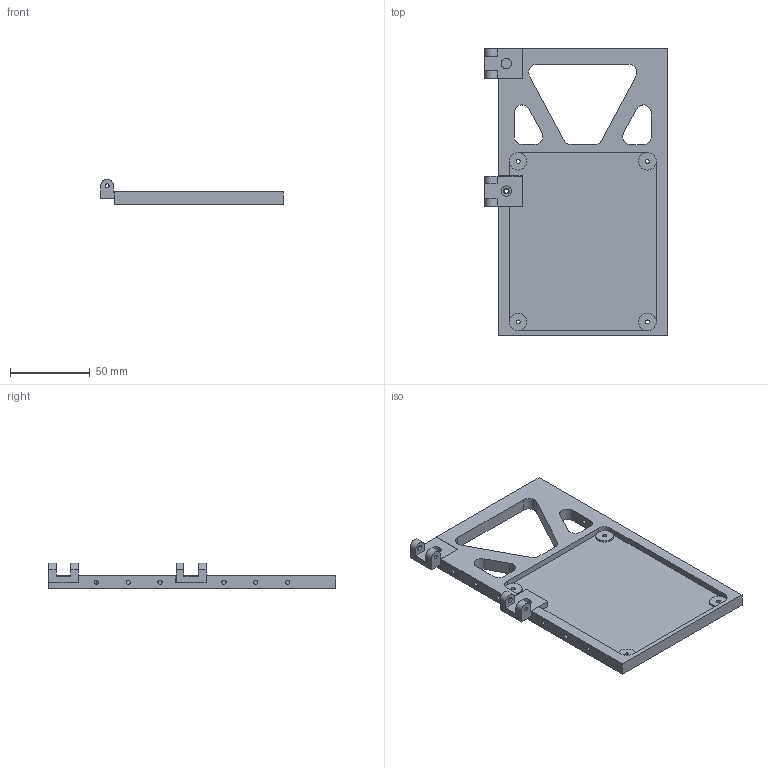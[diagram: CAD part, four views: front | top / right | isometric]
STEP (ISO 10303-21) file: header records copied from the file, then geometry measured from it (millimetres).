
FILE_DESCRIPTION (( 'STEP AP203' ), '1' );
FILE_NAME ('lower cross brace.STEP', '2018-01-09T05:08:32', ( '' ), ( '' ), 'SwSTEP 2.0', 'SolidWorks 2017', '' );
FILE_SCHEMA (( 'CONFIG_CONTROL_DESIGN' ));
Length unit declared in the file: millimetre
Products named in the file (1): lower cross brace
Bounding box: 114.5 x 180 x 15.8 mm (x, y, z)
Volume: 89281.9 mm3; surface area: 45539.1 mm2
Topology: 3 solids, 3 shells, 165 faces, 418 edges, 271 vertices
Faces by surface type: cylinder 91, plane 68, cone 6
Entity records: 5157 total; most frequent: DIRECTION 916, CARTESIAN_POINT 904, ORIENTED_EDGE 824, EDGE_CURVE 412, AXIS2_PLACEMENT_3D 343, VERTEX_POINT 271, LINE 230, VECTOR 230
